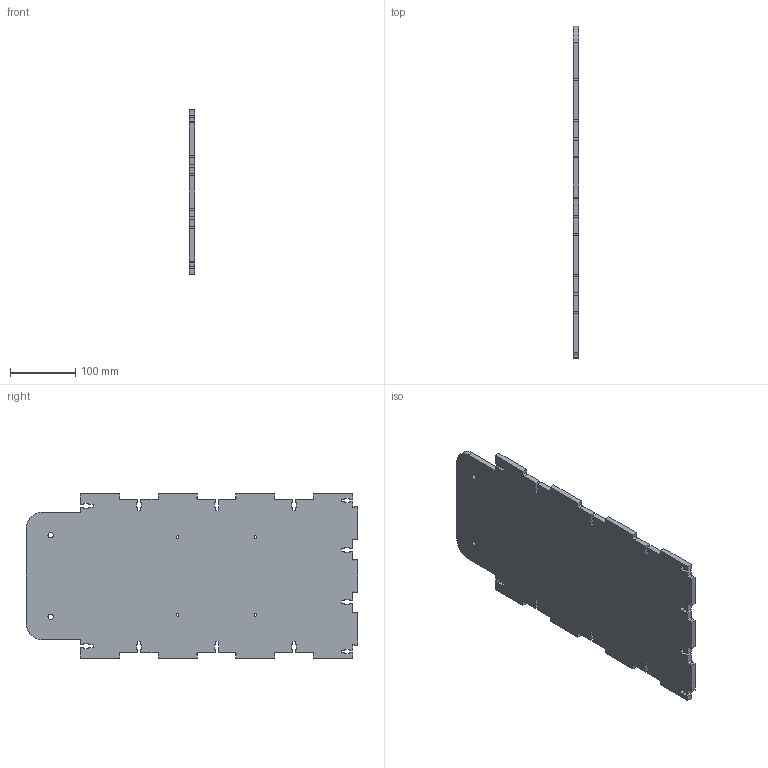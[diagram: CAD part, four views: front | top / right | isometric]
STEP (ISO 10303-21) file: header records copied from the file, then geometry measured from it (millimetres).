
FILE_DESCRIPTION(/* description */ (''),/* implementation_level */ '2;1');
FILE_NAME(/* name */ 'Square-plate-IIIS-electronics-rev1_8mm v1.step',/* time_stamp */ '2019-03-03T15:43:58+01:00',/* author */ ('emytass'),/* organization */ (''),/* preprocessor_version */ 'ST-DEVELOPER v17.2',/* originating_system */ 'Autodesk Translation Framework v7.6.0.251',/* authorisation */ '');
FILE_SCHEMA (('AUTOMOTIVE_DESIGN { 1 0 10303 214 3 1 1 }'));
Length unit declared in the file: millimetre
Products named in the file (1): Square-plate-IIIS-electronics-rev1_8mm
Bounding box: 8 x 508 x 251.5 mm (x, y, z)
Volume: 942655.1 mm3; surface area: 253585.7 mm2
Topology: 1 solids, 1 shells, 218 faces, 648 edges, 432 vertices
Faces by surface type: plane 190, cylinder 28
Full cylindrical faces by diameter (mm): 4 x4, 8 x2
Entity records: 7264 total; most frequent: CARTESIAN_POINT 1299, ORIENTED_EDGE 1296, DIRECTION 1142, EDGE_CURVE 648, LINE 592, VECTOR 592, VERTEX_POINT 432, AXIS2_PLACEMENT_3D 275
